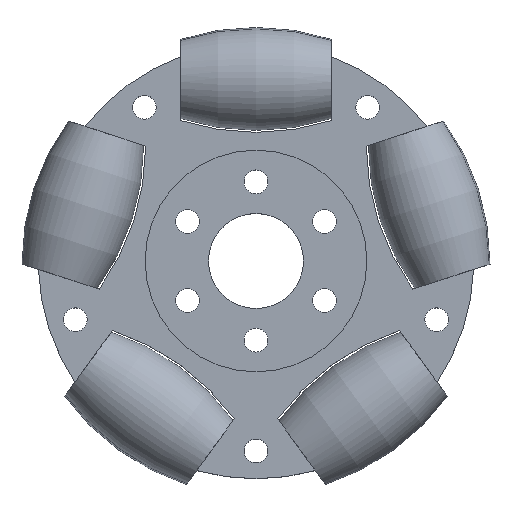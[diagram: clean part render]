
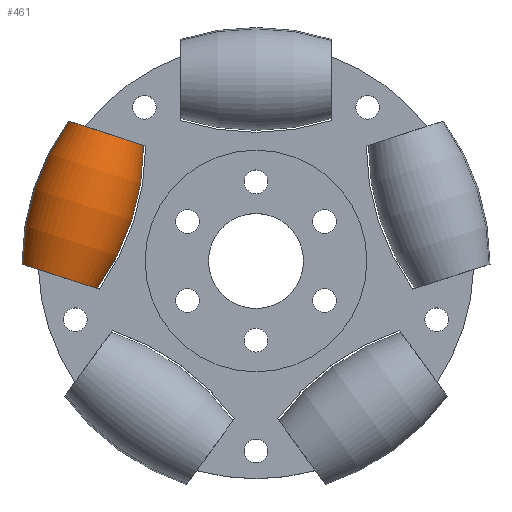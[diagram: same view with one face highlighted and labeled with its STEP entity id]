
A CAD part, top view. The second image highlights one B-rep face of the part: STEP entity #461.
In plain terms, the highlighted toroidal (fillet/blend) face has major radius 24.333 mm and minor radius 30.833 mm.
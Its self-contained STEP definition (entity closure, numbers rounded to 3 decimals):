
#40 = CARTESIAN_POINT ( 'NONE',  ( 9.5, 0., 0. ) ) ;
#183 = AXIS2_PLACEMENT_3D ( 'NONE', #2789, #2554, #2243 ) ;
#216 = EDGE_CURVE ( 'NONE', #2438, #1757, #1700, .T. ) ;
#234 = CARTESIAN_POINT ( 'NONE',  ( 9.5, 0., 24.333 ) ) ;
#248 = CARTESIAN_POINT ( 'NONE',  ( 19., 0., 5. ) ) ;
#344 = AXIS2_PLACEMENT_3D ( 'NONE', #1479, #2449, #2684 ) ;
#379 = EDGE_CURVE ( 'NONE', #2438, #2718, #2245, .T. ) ;
#461 = ADVANCED_FACE ( 'NONE', ( #1235 ), #2134, .T. ) ;
#537 = CARTESIAN_POINT ( 'NONE',  ( 0., 0., 5. ) ) ;
#576 = ORIENTED_EDGE ( 'NONE', *, *, #379, .T. ) ;
#750 = DIRECTION ( 'NONE',  ( -1., 0., 0. ) ) ;
#895 = DIRECTION ( 'NONE',  ( 0., 0., 1. ) ) ;
#978 = VERTEX_POINT ( 'NONE', #1335 ) ;
#997 = DIRECTION ( 'NONE',  ( -1., 0., 0. ) ) ;
#1105 = ORIENTED_EDGE ( 'NONE', *, *, #2004, .T. ) ;
#1181 = DIRECTION ( 'NONE',  ( 0., 0., 1. ) ) ;
#1235 = FACE_OUTER_BOUND ( 'NONE', #1882, .T. ) ;
#1259 = EDGE_CURVE ( 'NONE', #1757, #978, #2867, .T. ) ;
#1335 = CARTESIAN_POINT ( 'NONE',  ( 0., 0., -5. ) ) ;
#1479 = CARTESIAN_POINT ( 'NONE',  ( 0., 0., 0. ) ) ;
#1667 = CIRCLE ( 'NONE', #2431, 30.833 ) ;
#1700 = CIRCLE ( 'NONE', #183, 30.833 ) ;
#1742 = CARTESIAN_POINT ( 'NONE',  ( 19., 0., -5. ) ) ;
#1757 = VERTEX_POINT ( 'NONE', #537 ) ;
#1812 = ORIENTED_EDGE ( 'NONE', *, *, #1259, .F. ) ;
#1882 = EDGE_LOOP ( 'NONE', ( #576, #1105, #1812, #2624 ) ) ;
#1985 = CARTESIAN_POINT ( 'NONE',  ( 19., 0., 0. ) ) ;
#1990 = AXIS2_PLACEMENT_3D ( 'NONE', #1985, #750, #1181 ) ;
#2004 = EDGE_CURVE ( 'NONE', #2718, #978, #1667, .T. ) ;
#2134 = TOROIDAL_SURFACE ( 'NONE', #2640, -24.333, 30.833 ) ;
#2187 = DIRECTION ( 'NONE',  ( 0., 0., 1. ) ) ;
#2243 = DIRECTION ( 'NONE',  ( 0., 0., -1. ) ) ;
#2245 = CIRCLE ( 'NONE', #1990, 5. ) ;
#2431 = AXIS2_PLACEMENT_3D ( 'NONE', #234, #2848, #895 ) ;
#2438 = VERTEX_POINT ( 'NONE', #248 ) ;
#2449 = DIRECTION ( 'NONE',  ( -1., 0., 0. ) ) ;
#2554 = DIRECTION ( 'NONE',  ( 0., -1., 0. ) ) ;
#2624 = ORIENTED_EDGE ( 'NONE', *, *, #216, .F. ) ;
#2640 = AXIS2_PLACEMENT_3D ( 'NONE', #40, #997, #2187 ) ;
#2684 = DIRECTION ( 'NONE',  ( 0., 0., 1. ) ) ;
#2718 = VERTEX_POINT ( 'NONE', #1742 ) ;
#2789 = CARTESIAN_POINT ( 'NONE',  ( 9.5, 0., -24.333 ) ) ;
#2848 = DIRECTION ( 'NONE',  ( 0., 1., 0. ) ) ;
#2867 = CIRCLE ( 'NONE', #344, 5. ) ;
